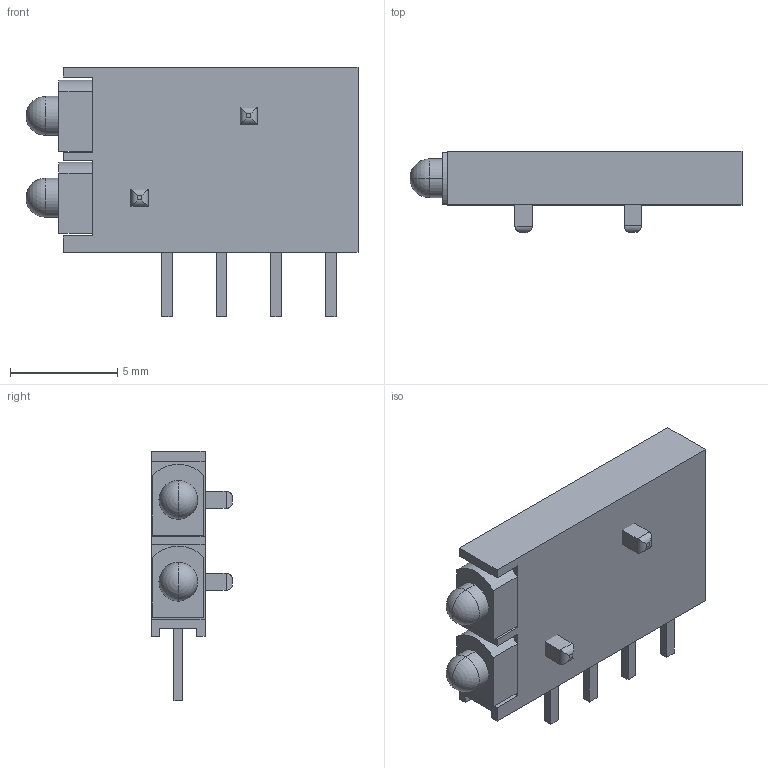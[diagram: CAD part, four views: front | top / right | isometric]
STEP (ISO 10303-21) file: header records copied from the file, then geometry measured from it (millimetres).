
FILE_DESCRIPTION((''),'2;1');
FILE_NAME('LED_DIALIGHT_571-0123F-100F.stp','2014-07-17T10:26:17',(''),(''),'Mechanical Desktop 2011','Mechanical Desktop 2011',', , ');
FILE_SCHEMA(('AUTOMOTIVE_DESIGN { 1 2 10303 214 1 1 1 1 }'));
Length unit declared in the file: millimetre
Products named in the file (1): Product
Bounding box: 15.44 x 3.76 x 11.61 mm (x, y, z)
Volume: 293.9 mm3; surface area: 482.3 mm2
Topology: 11 solids, 11 shells, 94 faces, 204 edges, 130 vertices
Faces by surface type: plane 51, bspline 25, cylinder 14, sphere 4
Entity records: 2544 total; most frequent: CARTESIAN_POINT 500, ORIENTED_EDGE 400, DIRECTION 364, EDGE_CURVE 200, VECTOR 176, LINE 176, VERTEX_POINT 130, EDGE_LOOP 96
